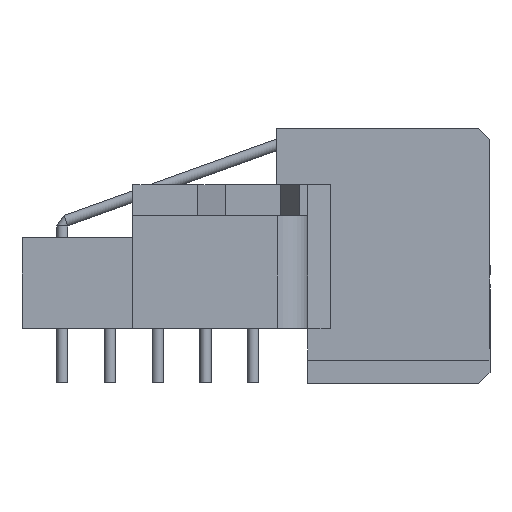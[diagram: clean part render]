
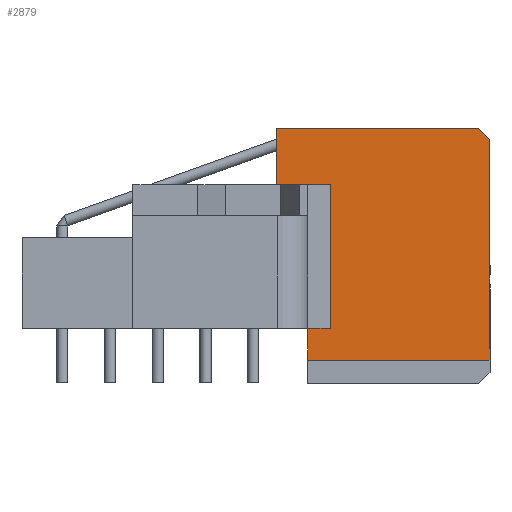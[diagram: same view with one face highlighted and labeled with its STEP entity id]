
A CAD part, front view. The second image highlights one B-rep face of the part: STEP entity #2879.
In plain terms, the highlighted planar face has unit normal (0, -1, 0).
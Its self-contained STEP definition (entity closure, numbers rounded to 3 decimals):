
#2702=CARTESIAN_POINT('',(1.25,-80.77,7.65));
#2703=VERTEX_POINT('',#2702);
#2704=CARTESIAN_POINT('',(1.25,-80.77,10.65));
#2705=VERTEX_POINT('',#2704);
#2706=CARTESIAN_POINT('',(1.25,-80.77,7.65));
#2707=DIRECTION('',(0.0,0.0,1.0));
#2708=VECTOR('',#2707,3.);
#2709=LINE('',#2706,#2708);
#2710=EDGE_CURVE('',#2703,#2705,#2709,.T.);
#2742=CARTESIAN_POINT('',(12.,-80.77,10.65));
#2743=VERTEX_POINT('',#2742);
#2744=CARTESIAN_POINT('',(1.25,-80.77,10.65));
#2745=DIRECTION('',(1.0,0.0,0.0));
#2746=VECTOR('',#2745,10.75);
#2747=LINE('',#2744,#2746);
#2748=EDGE_CURVE('',#2705,#2743,#2747,.T.);
#2773=CARTESIAN_POINT('',(12.6,-80.77,10.05));
#2774=VERTEX_POINT('',#2773);
#2775=CARTESIAN_POINT('',(12.,-80.77,10.65));
#2776=DIRECTION('',(0.707,0.0,-0.707));
#2777=VECTOR('',#2776,0.849);
#2778=LINE('',#2775,#2777);
#2779=EDGE_CURVE('',#2743,#2774,#2778,.T.);
#2823=CARTESIAN_POINT('',(6.852,-80.77,9.129));
#2824=DIRECTION('',(0.0,1.0,0.0));
#2825=DIRECTION('',(0.0,0.0,1.0));
#2826=AXIS2_PLACEMENT_3D('',#2823,#2824,#2825);
#2827=PLANE('',#2826);
#2828=ORIENTED_EDGE('',*,*,#2710,.F.);
#2829=CARTESIAN_POINT('',(4.1,-80.77,7.65));
#2830=VERTEX_POINT('',#2829);
#2831=CARTESIAN_POINT('',(4.1,-80.77,7.65));
#2832=DIRECTION('',(-1.0,0.0,0.0));
#2833=VECTOR('',#2832,2.85);
#2834=LINE('',#2831,#2833);
#2835=EDGE_CURVE('',#2830,#2703,#2834,.T.);
#2836=ORIENTED_EDGE('',*,*,#2835,.F.);
#2837=CARTESIAN_POINT('',(4.1,-80.77,0.));
#2838=VERTEX_POINT('',#2837);
#2839=CARTESIAN_POINT('',(4.1,-80.77,0.));
#2840=DIRECTION('',(0.0,0.0,1.0));
#2841=VECTOR('',#2840,7.65);
#2842=LINE('',#2839,#2841);
#2843=EDGE_CURVE('',#2838,#2830,#2842,.T.);
#2844=ORIENTED_EDGE('',*,*,#2843,.F.);
#2845=CARTESIAN_POINT('',(2.9,-80.77,0.));
#2846=VERTEX_POINT('',#2845);
#2847=CARTESIAN_POINT('',(2.9,-80.77,0.));
#2848=DIRECTION('',(1.0,0.0,0.0));
#2849=VECTOR('',#2848,1.2);
#2850=LINE('',#2847,#2849);
#2851=EDGE_CURVE('',#2846,#2838,#2850,.T.);
#2852=ORIENTED_EDGE('',*,*,#2851,.F.);
#2853=CARTESIAN_POINT('',(2.9,-80.77,-1.7));
#2854=VERTEX_POINT('',#2853);
#2855=CARTESIAN_POINT('',(2.9,-80.77,-1.7));
#2856=DIRECTION('',(0.0,0.0,1.0));
#2857=VECTOR('',#2856,1.7);
#2858=LINE('',#2855,#2857);
#2859=EDGE_CURVE('',#2854,#2846,#2858,.T.);
#2860=ORIENTED_EDGE('',*,*,#2859,.F.);
#2861=CARTESIAN_POINT('',(12.6,-80.77,-1.7));
#2862=VERTEX_POINT('',#2861);
#2863=CARTESIAN_POINT('',(12.6,-80.77,-1.7));
#2864=DIRECTION('',(-1.0,0.0,0.0));
#2865=VECTOR('',#2864,9.7);
#2866=LINE('',#2863,#2865);
#2867=EDGE_CURVE('',#2862,#2854,#2866,.T.);
#2868=ORIENTED_EDGE('',*,*,#2867,.F.);
#2869=CARTESIAN_POINT('',(12.6,-80.77,10.05));
#2870=DIRECTION('',(0.0,0.0,-1.0));
#2871=VECTOR('',#2870,11.75);
#2872=LINE('',#2869,#2871);
#2873=EDGE_CURVE('',#2774,#2862,#2872,.T.);
#2874=ORIENTED_EDGE('',*,*,#2873,.F.);
#2875=ORIENTED_EDGE('',*,*,#2779,.F.);
#2876=ORIENTED_EDGE('',*,*,#2748,.F.);
#2877=EDGE_LOOP('',(#2828,#2836,#2844,#2852,#2860,#2868,#2874,#2875,#2876));
#2878=FACE_OUTER_BOUND('',#2877,.T.);
#2879=ADVANCED_FACE('',(#2878),#2827,.F.);
